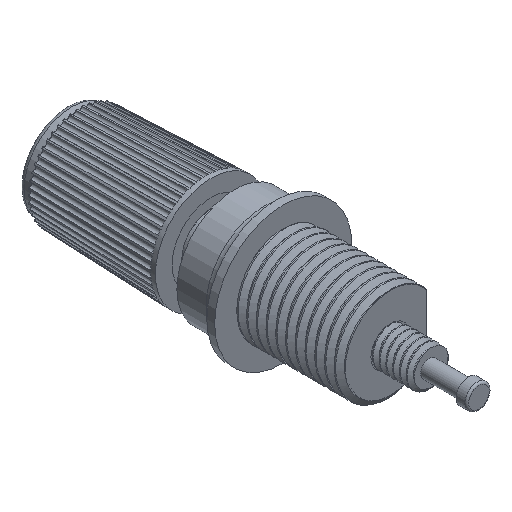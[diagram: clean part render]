
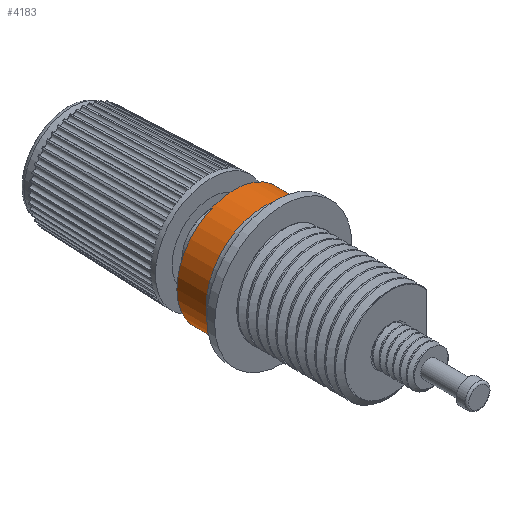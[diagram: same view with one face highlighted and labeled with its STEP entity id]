
A CAD part, isometric view. The second image highlights one B-rep face of the part: STEP entity #4183.
In plain terms, the highlighted cylindrical face has radius 5.9 mm (diameter 11.8 mm), a full revolution.
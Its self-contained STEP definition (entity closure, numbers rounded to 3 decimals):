
#649=FACE_OUTER_BOUND('',#899,.T.);
#899=EDGE_LOOP('',(#2943,#2944,#2945,#2946,#2947));
#1154=LINE('',#8628,#1261);
#1261=VECTOR('',#5060,5.9);
#1324=CIRCLE('',#4433,5.9);
#1330=CIRCLE('',#4467,5.9);
#1331=CIRCLE('',#4468,5.9);
#1496=VERTEX_POINT('',#6043);
#1598=VERTEX_POINT('',#8625);
#1599=VERTEX_POINT('',#8626);
#1953=EDGE_CURVE('',#1496,#1496,#1324,.T.);
#2105=EDGE_CURVE('',#1598,#1599,#1330,.T.);
#2106=EDGE_CURVE('',#1598,#1496,#1154,.T.);
#2107=EDGE_CURVE('',#1599,#1598,#1331,.T.);
#2943=ORIENTED_EDGE('',*,*,#2105,.F.);
#2944=ORIENTED_EDGE('',*,*,#2106,.T.);
#2945=ORIENTED_EDGE('',*,*,#1953,.T.);
#2946=ORIENTED_EDGE('',*,*,#2106,.F.);
#2947=ORIENTED_EDGE('',*,*,#2107,.F.);
#4019=CYLINDRICAL_SURFACE('',#4466,5.9);
#4183=ADVANCED_FACE('',(#649),#4019,.T.);
#4433=AXIS2_PLACEMENT_3D('',#6044,#4944,#4945);
#4466=AXIS2_PLACEMENT_3D('',#8624,#5056,#5057);
#4467=AXIS2_PLACEMENT_3D('',#8627,#5058,#5059);
#4468=AXIS2_PLACEMENT_3D('',#8629,#5061,#5062);
#4944=DIRECTION('center_axis',(0.,-1.,0.));
#4945=DIRECTION('ref_axis',(1.,0.,0.));
#5056=DIRECTION('center_axis',(0.,-1.,0.));
#5057=DIRECTION('ref_axis',(1.,0.,0.));
#5058=DIRECTION('center_axis',(0.,-1.,0.));
#5059=DIRECTION('ref_axis',(1.,0.,0.));
#5060=DIRECTION('',(0.,1.,0.));
#5061=DIRECTION('center_axis',(0.,-1.,0.));
#5062=DIRECTION('ref_axis',(1.,0.,0.));
#6043=CARTESIAN_POINT('',(-5.9,5.01,0.));
#6044=CARTESIAN_POINT('Origin',(0.,5.01,0.));
#8624=CARTESIAN_POINT('Origin',(0.,3.51,0.));
#8625=CARTESIAN_POINT('',(-5.9,2.01,0.));
#8626=CARTESIAN_POINT('',(0.,2.01,5.9));
#8627=CARTESIAN_POINT('Origin',(0.,2.01,0.));
#8628=CARTESIAN_POINT('',(-5.9,3.51,0.));
#8629=CARTESIAN_POINT('Origin',(0.,2.01,0.));
